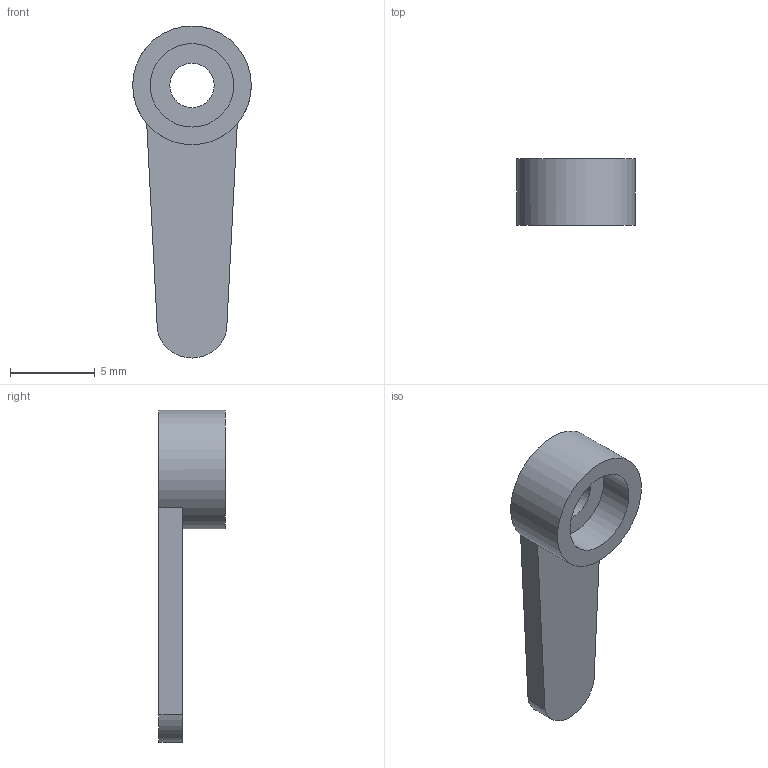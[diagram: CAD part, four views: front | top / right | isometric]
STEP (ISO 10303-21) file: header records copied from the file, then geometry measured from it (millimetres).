
FILE_DESCRIPTION(/* description */ (''),/* implementation_level */ '2;1');
FILE_NAME(/* name */ 'horn.stp',/* time_stamp */ '2022-06-18T23:03:59+02:00',/* author */ (''),/* organization */ (''),/* preprocessor_version */ 'ST-DEVELOPER v19',/* originating_system */ 'Autodesk Translation Framework v11.7.0.108',/* authorisation */ '');
FILE_SCHEMA (('AUTOMOTIVE_DESIGN { 1 0 10303 214 3 1 1 }'));
Length unit declared in the file: millimetre
Products named in the file (1): horn
Bounding box: 7 x 3.91 x 19.58 mm (x, y, z)
Volume: 169.9 mm3; surface area: 355.5 mm2
Topology: 1 solids, 1 shells, 12 faces, 24 edges, 16 vertices
Faces by surface type: plane 7, cylinder 5
Full cylindrical faces by diameter (mm): 2.62 x1, 4.92 x2, 7 x1
Entity records: 364 total; most frequent: DIRECTION 62, CARTESIAN_POINT 53, ORIENTED_EDGE 48, AXIS2_PLACEMENT_3D 25, EDGE_CURVE 24, EDGE_LOOP 16, VERTEX_POINT 16, FACE_OUTER_BOUND 12
